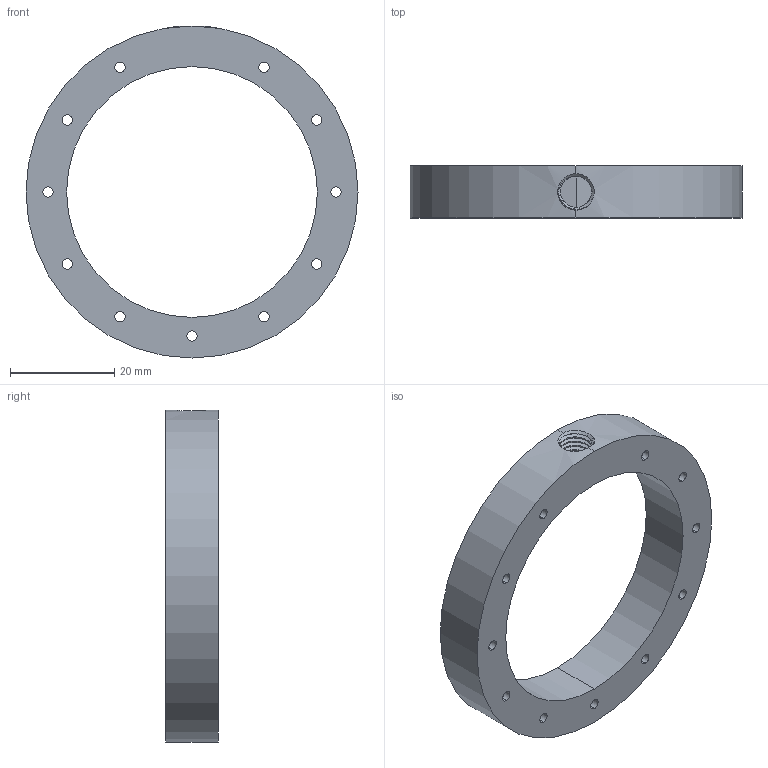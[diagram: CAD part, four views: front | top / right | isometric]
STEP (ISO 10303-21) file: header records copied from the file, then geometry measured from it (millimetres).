
FILE_DESCRIPTION (( 'STEP AP214' ), '1' );
FILE_NAME ('Áóëüáóëÿòîð, âàðèàíò 3.STEP', '2022-05-23T17:46:32', ( '' ), ( '' ), 'SwSTEP 2.0', 'SolidWorks 2021', '' );
FILE_SCHEMA (( 'AUTOMOTIVE_DESIGN' ));
Length unit declared in the file: millimetre
Products named in the file (1): Áóëüáóëÿòîð, âàðèàíò 3
Bounding box: 63.8 x 10 x 63.8 mm (x, y, z)
Volume: 5567.8 mm3; surface area: 12977.3 mm2
Topology: 1 solids, 1 shells, 344 faces, 1163 edges, 774 vertices
Faces by surface type: cylinder 284, plane 54, bspline 6
Entity records: 16615 total; most frequent: CARTESIAN_POINT 5375, DIRECTION 2531, ORIENTED_EDGE 2326, EDGE_CURVE 1163, AXIS2_PLACEMENT_3D 1072, VERTEX_POINT 774, CIRCLE 733, EDGE_LOOP 561
